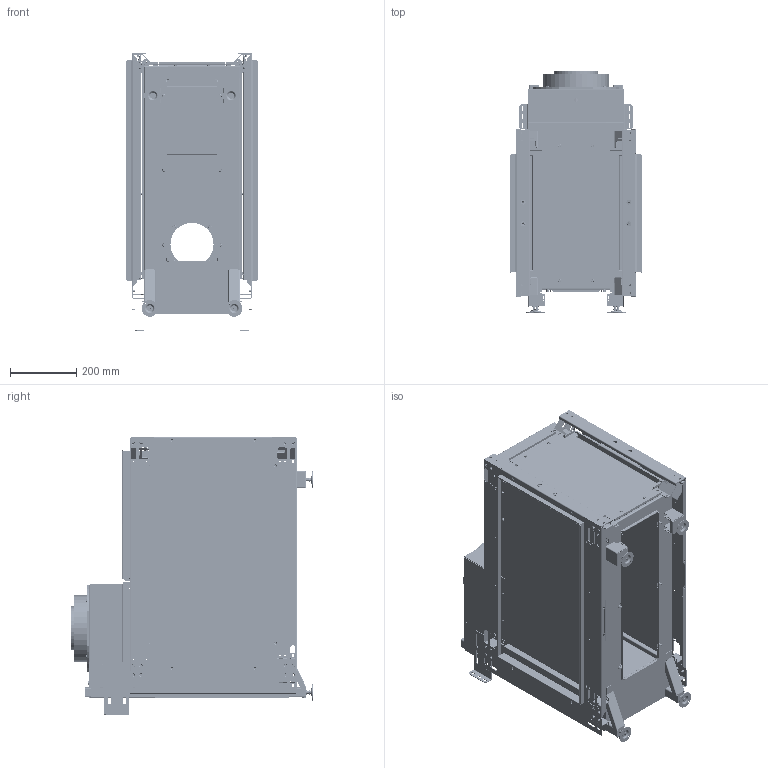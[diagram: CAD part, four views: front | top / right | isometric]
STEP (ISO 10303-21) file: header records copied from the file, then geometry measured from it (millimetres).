
FILE_DESCRIPTION (( 'STEP AP214' ), '1' );
FILE_NAME ('Fire_Assembly_BM-1100-RD-Tunnel.STEP', '2026-01-19T13:37:22', ( '' ), ( '' ), 'SwSTEP 2.0', 'SolidWorks 2025', '' );
FILE_SCHEMA (( 'AUTOMOTIVE_DESIGN' ));
Length unit declared in the file: millimetre
Products named in the file (60): Firebox_Base_Sub-Assy_Peis_04; Flue_Adapter_Non-DuraVent_Ø200; Window_Blank_Folding_Peis_02_ST_VLS 65; Flue_Adapter_Assy_Non-DuraVent_Ø130_Flue Inner Ø130 x 255 lg Bofill; M8_Adjustable_Metal_Feet_Ø50 M8 x 50 Bolt Down; Leg_Structural_Section_Peis_02_665; Lining_Clamp_Lower_Peis_01; M6_Hexsert_M6 Hexsert; Frame_Support_Bracket_Corner_P_VLS 65; Baffle_Vertical_Member_Peis_04; Flue_Outer_Ring_Ø200_Flue Outer Ring Ø200 x 40 Bofill; Baffle_Top_Sub-Assy_Peis_02_Peis 04 650 RD inc Flue Sample; Frame_Support_Bracket_Assy_1100_5S_VLS 65; Flue_Adapter_Non-DuraVent_Ø130_Bofill; Delayed_Ignition_Flap_Top_Peis_04; Window_Clamp_Top_Peis_01; Frame_Support_Bracket_Rear_Peis_01_Wide VL65; Flue_Connection_Kit_Bofill_130-200 200 Offset (Peis RD) - Adapter supressed for STEP; Baffle_Folding_Peis_04_650 RD inc Flue Sample; M5_PEM_Fixing_M5x10 PEM Fixing; Firebox_Weldment_Peis_04_650 RD inc Flue Sample; Window_Blank_End_Folding_Top_Peis_01_Bay_See Through; Glass_Panel_Peisselskabet_Front Panel Peisselskabet VL Superior 65; Flue_Adapter_Assy_Non-DuraVent_Ø200_Flue Outer Ring Ø200 x 40 Bofill; Frame_Support_Bracket_Assy_Corner_P_VLS 65; Delayed_Ignition_Sub-Assy_Top_Peis_04; Frame_Front_Folding_Peis_03_Front VL65 Tunnel; Leg_Bracing_Sub-Assy_Peis_02; Frame_Support_Bracket_Rear_Peis_01_VL65; Firebox_Baffle_Sub-Assy_Peis_04_650 RD inc Flue Sample; Delayed_Ignition_Gasket_Top_Peis_04; Window_Blank_Kit_Peis_02_ST_VLS 65 Lining; Frame_Corner_Folding_Peis_01_VSL 65 Front End Corner; M4_Hexsert_M4 Hexsert; Foot_Sub-Assy_Peis_01_50 Long; Window_Trim_Peis_01_Front_Vertical_VLS 65; M8_Nutsert; Frame_Support_Assy_Rear_Peis_01_VL65; Frame_Rear_Folding_Peis_02_See Trough VL65; Top_Strengthener_E4-11 ...
Assembly tree (219 placements, depth 5):
  Fire_Assembly_BM-1100-RD-Tunnel
    Fire_Assy_Peis_04_Vision Line Superior 65 See Through inc Flue Sample - Simplified for STEP
      Firebox_Weldment_Peis_04_650 RD inc Flue Sample
        Firebox_Base_Sub-Assy_Peis_04
          Base_Folding_Peis04
          M6_Hexsert_M6 Hexsert  x6
          M5_Hexsert_M5 Hexsert  x22
        Firebox_Baffle_Sub-Assy_Peis_04_650 RD inc Flue Sample
          Baffle_Folding_Peis_04_650 RD inc Flue Sample
          Leg_Structural_Section_Peis_02_665  x2
          Baffle_Vertical_Member_Peis_04  x2
          M5_Hexsert_M5 Hexsert  x44
          M6_Hexsert_M6 Hexsert  x4
          M6_PEM_Fixing_M6x12 PEM  x2
          M5_PEM_Fixing_M5x10 PEM Fixing  x12
        Baffle_Top_Sub-Assy_Peis_02_Peis 04 650 RD inc Flue Sample
          Baffle_Top_Folding_Peis_02_Peis 04 650 RD inc Flue Sample
          M5_Hexsert_M5 Hexsert  x8
          M6_Hexsert_M6 Hexsert  x6
        Leg_Bracing_Sub-Assy_Peis_02  x2
          Leg_Bracing_Folding_Peis_02
          M8_Rivet_Bush_M8 Rivet Bush NP
        Top_Strengthener_E4-11
        Foot_Sub-Assy_Peis_01_50 Long  x2
          Foot_Folding_Peis_01_50 Long
          M8_Nutsert
      Flue_Gasket_Outer_DuraVent_8_Inch
      Flue_Gasket_Inner_DuraVent_5Inch
      M5_Hex_Hd_Flange_Bolt_M5 x 12 Hex Hd Flange Bolt  x8
      Flue_Connection_Kit_Bofill_130-200 200 Offset (Peis RD) - Adapter supressed for STEP
        Flue_Adapter_Assy_Non-DuraVent_Ø200_Flue Outer Ring Ø200 x 40 Bofill
          Flue_Adapter_Non-DuraVent_Ø200
          Flue_Outer_Ring_Ø200_Flue Outer Ring Ø200 x 40 Bofill
        Flue_Adapter_Assy_Non-DuraVent_Ø130_Flue Inner Ø130 x 255 lg Bofill
          Flue_Adapter_Non-DuraVent_Ø130_Bofill
          Flue_Inner_Ø130_Non-DuraVent_Adapter_Flue Inner Ø130 x 255 lg Bofill
      Delayed_Ignition_Sub-Assy_Top_Peis_04
        Delayed_Ignition_Flap_Top_Peis_04
        Delayed_Ignition_Gasket_Top_Peis_04
      M8_Adjustable_Metal_Feet_Ø50 M8 x 50 Bolt Down  x4
      Glass_Panel_Peisselskabet_Front Panel Peisselskabet VL Superior 65  x2
      Fixing_Bracket_Peis_02  x2
      Frame_Support_Bracket_Assy_Corner_P_VLS 65  x2
        Frame_Support_Bracket_Corner_P_VLS 65
        M5_Hexsert_M5 Hexsert
        M4_Hexsert_M4 Hexsert
      Frame_Support_Bracket_Assy_1100_5S_VLS 65  x2
        Frame_Support_Bracket_1100_5S_VLS 65
        M5_Hexsert_M5 Hexsert
      Frame_Support_Assy_Rear_Peis_01_Wide VL65  x2
        Frame_Support_Bracket_Rear_Peis_01_Wide VL65
        M5_Hexsert_M5 Hexsert
      Frame_Support_Assy_Rear_Peis_01_VL65  x2
        Frame_Support_Bracket_Rear_Peis_01_VL65
        M5_Hexsert_M5 Hexsert
    Window_Blank_Kit_Peis_02_ST_VLS 65 Lining
      Window_Blank_Weldment_Peis_02_ST_VLS 65 Lining
        Window_Blank_Folding_Peis_02_ST_VLS 65
        Window_Blank_End_Folding_Top_Peis_01_Bay_See Through  x2
        Window_Blank_End_Folding_Bottom_Peis_01_Bay_See Through  x2
Bounding box: 397 x 728 x 835.5 mm (x, y, z)
Volume: 7698449.1 mm3; surface area: 6531900.8 mm2
Topology: 222 solids, 222 shells, 14711 faces, 37291 edges, 23334 vertices
Faces by surface type: plane 9890, cylinder 3271, cone 946, torus 328, bspline 268, sphere 8
Entity records: 119995 total; most frequent: CARTESIAN_POINT 25093, ORIENTED_EDGE 19348, DIRECTION 18670, EDGE_CURVE 9674, VECTOR 7452, LINE 7452, VERTEX_POINT 6045, AXIS2_PLACEMENT_3D 5609
